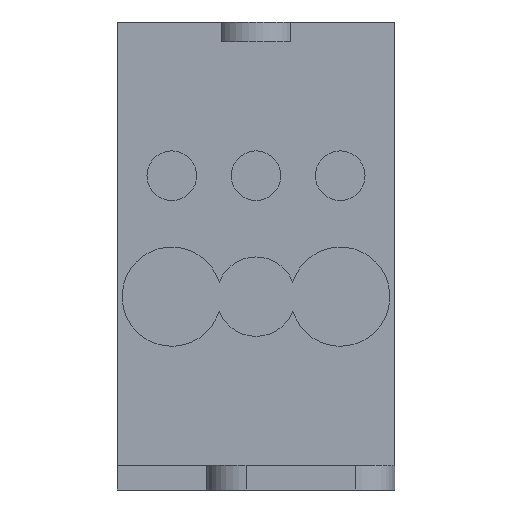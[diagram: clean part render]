
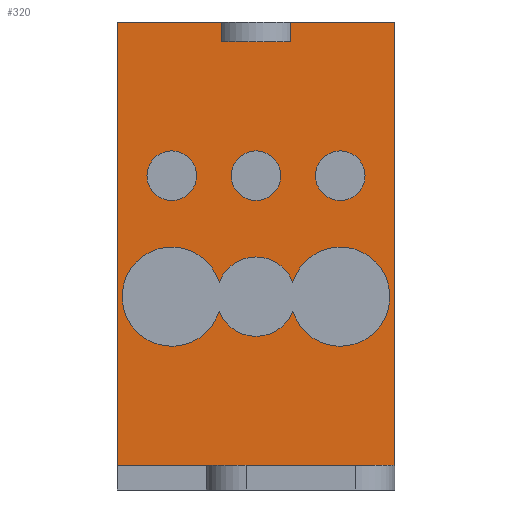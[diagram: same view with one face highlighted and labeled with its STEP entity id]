
A CAD part, front view. The second image highlights one B-rep face of the part: STEP entity #320.
In plain terms, the highlighted planar face has unit normal (0, -1, 0).
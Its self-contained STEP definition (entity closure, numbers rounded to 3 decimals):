
#12 = VECTOR ( 'NONE', #794, 1000. ) ;
#19 = LINE ( 'NONE', #953, #59 ) ;
#33 = CARTESIAN_POINT ( 'NONE',  ( 0., -18.5, 31.7 ) ) ;
#42 = EDGE_CURVE ( 'NONE', #1826, #1368, #606, .T. ) ;
#59 = VECTOR ( 'NONE', #386, 1000. ) ;
#65 = ORIENTED_EDGE ( 'NONE', *, *, #907, .F. ) ;
#68 = EDGE_CURVE ( 'NONE', #977, #288, #991, .T. ) ;
#74 = CARTESIAN_POINT ( 'NONE',  ( 14., -18.5, 2.5 ) ) ;
#75 = LINE ( 'NONE', #289, #1170 ) ;
#87 = CARTESIAN_POINT ( 'NONE',  ( -3.5, -18.5, 45.2 ) ) ;
#95 = CARTESIAN_POINT ( 'NONE',  ( 3.721, -18.5, 18.031 ) ) ;
#100 = EDGE_CURVE ( 'NONE', #1723, #977, #565, .T. ) ;
#122 = CARTESIAN_POINT ( 'NONE',  ( -14., -18.5, 47.2 ) ) ;
#125 = DIRECTION ( 'NONE',  ( 0., 0., 1. ) ) ;
#128 = CARTESIAN_POINT ( 'NONE',  ( 14., -18.5, 47.2 ) ) ;
#129 = CARTESIAN_POINT ( 'NONE',  ( -14., -18.5, 2.5 ) ) ;
#143 = EDGE_CURVE ( 'NONE', #1141, #1141, #516, .T. ) ;
#151 = CARTESIAN_POINT ( 'NONE',  ( -3.5, -18.5, 45.2 ) ) ;
#153 = CIRCLE ( 'NONE', #551, 2.5 ) ;
#161 = EDGE_CURVE ( 'NONE', #427, #427, #153, .T. ) ;
#164 = ORIENTED_EDGE ( 'NONE', *, *, #787, .F. ) ;
#179 = CARTESIAN_POINT ( 'NONE',  ( -8.5, -18.5, 29.2 ) ) ;
#180 = LINE ( 'NONE', #151, #1707 ) ;
#182 = DIRECTION ( 'NONE',  ( 0., 0., -1. ) ) ;
#193 = EDGE_CURVE ( 'NONE', #1565, #941, #1540, .T. ) ;
#275 = CARTESIAN_POINT ( 'NONE',  ( 3.5, -18.5, 45.2 ) ) ;
#288 = VERTEX_POINT ( 'NONE', #74 ) ;
#289 = CARTESIAN_POINT ( 'NONE',  ( 14., -18.5, 47.2 ) ) ;
#318 = CARTESIAN_POINT ( 'NONE',  ( 8.5, -18.5, 34.2 ) ) ;
#320 = ADVANCED_FACE ( 'NONE', ( #1211, #1165, #489, #774, #399 ), #1034, .F. ) ;
#386 = DIRECTION ( 'NONE',  ( 1., 0., 0. ) ) ;
#391 = CIRCLE ( 'NONE', #1391, 4. ) ;
#399 = FACE_OUTER_BOUND ( 'NONE', #1284, .T. ) ;
#427 = VERTEX_POINT ( 'NONE', #1760 ) ;
#455 = CARTESIAN_POINT ( 'NONE',  ( -8.5, -18.5, 31.7 ) ) ;
#461 = AXIS2_PLACEMENT_3D ( 'NONE', #455, #1464, #590 ) ;
#467 = DIRECTION ( 'NONE',  ( 0., 1., 0. ) ) ;
#477 = CARTESIAN_POINT ( 'NONE',  ( 3.721, -18.5, 20.969 ) ) ;
#489 = FACE_BOUND ( 'NONE', #1682, .T. ) ;
#516 = CIRCLE ( 'NONE', #461, 2.5 ) ;
#538 = EDGE_CURVE ( 'NONE', #692, #1826, #391, .T. ) ;
#551 = AXIS2_PLACEMENT_3D ( 'NONE', #33, #1026, #182 ) ;
#555 = EDGE_LOOP ( 'NONE', ( #575, #1008, #879, #846 ) ) ;
#565 = LINE ( 'NONE', #122, #1677 ) ;
#575 = ORIENTED_EDGE ( 'NONE', *, *, #42, .F. ) ;
#579 = EDGE_CURVE ( 'NONE', #1723, #1807, #19, .T. ) ;
#583 = ORIENTED_EDGE ( 'NONE', *, *, #68, .T. ) ;
#590 = DIRECTION ( 'NONE',  ( 0., 0., -1. ) ) ;
#606 = CIRCLE ( 'NONE', #1362, 5. ) ;
#610 = ORIENTED_EDGE ( 'NONE', *, *, #143, .F. ) ;
#619 = AXIS2_PLACEMENT_3D ( 'NONE', #687, #1711, #834 ) ;
#627 = ORIENTED_EDGE ( 'NONE', *, *, #193, .T. ) ;
#644 = DIRECTION ( 'NONE',  ( 0., -1., 0. ) ) ;
#654 = DIRECTION ( 'NONE',  ( 0., -1., 0. ) ) ;
#661 = DIRECTION ( 'NONE',  ( 0., -1., 0. ) ) ;
#687 = CARTESIAN_POINT ( 'NONE',  ( 0., -18.5, 19.5 ) ) ;
#692 = VERTEX_POINT ( 'NONE', #477 ) ;
#754 = CARTESIAN_POINT ( 'NONE',  ( 8.5, -18.5, 31.7 ) ) ;
#766 = VECTOR ( 'NONE', #921, 1000. ) ;
#772 = DIRECTION ( 'NONE',  ( 0., 0., -1. ) ) ;
#774 = FACE_BOUND ( 'NONE', #1189, .T. ) ;
#779 = CARTESIAN_POINT ( 'NONE',  ( -14., -18.5, 47.2 ) ) ;
#787 = EDGE_CURVE ( 'NONE', #1487, #1487, #1219, .T. ) ;
#794 = DIRECTION ( 'NONE',  ( -1., 0., 0. ) ) ;
#821 = ORIENTED_EDGE ( 'NONE', *, *, #1290, .F. ) ;
#834 = DIRECTION ( 'NONE',  ( 0., 0., -1. ) ) ;
#846 = ORIENTED_EDGE ( 'NONE', *, *, #1776, .F. ) ;
#853 = CIRCLE ( 'NONE', #1515, 5. ) ;
#879 = ORIENTED_EDGE ( 'NONE', *, *, #1088, .F. ) ;
#897 = DIRECTION ( 'NONE',  ( 0., 0., 1. ) ) ;
#907 = EDGE_CURVE ( 'NONE', #1565, #1775, #1473, .T. ) ;
#921 = DIRECTION ( 'NONE',  ( 1., 0., 0. ) ) ;
#941 = VERTEX_POINT ( 'NONE', #975 ) ;
#953 = CARTESIAN_POINT ( 'NONE',  ( -14., -18.5, 47.2 ) ) ;
#956 = CARTESIAN_POINT ( 'NONE',  ( -14., -18.5, 47.2 ) ) ;
#957 = AXIS2_PLACEMENT_3D ( 'NONE', #754, #1784, #897 ) ;
#963 = DIRECTION ( 'NONE',  ( 1., 0., 0. ) ) ;
#964 = CARTESIAN_POINT ( 'NONE',  ( 3.5, -18.5, 47.2 ) ) ;
#970 = CARTESIAN_POINT ( 'NONE',  ( 3.5, -18.5, 45.2 ) ) ;
#975 = CARTESIAN_POINT ( 'NONE',  ( -3.5, -18.5, 45.2 ) ) ;
#977 = VERTEX_POINT ( 'NONE', #129 ) ;
#991 = LINE ( 'NONE', #1560, #1332 ) ;
#1008 = ORIENTED_EDGE ( 'NONE', *, *, #538, .F. ) ;
#1026 = DIRECTION ( 'NONE',  ( 0., -1., 0. ) ) ;
#1034 = PLANE ( 'NONE',  #1622 ) ;
#1037 = VECTOR ( 'NONE', #125, 1000. ) ;
#1062 = ORIENTED_EDGE ( 'NONE', *, *, #579, .F. ) ;
#1088 = EDGE_CURVE ( 'NONE', #1104, #692, #853, .T. ) ;
#1104 = VERTEX_POINT ( 'NONE', #95 ) ;
#1141 = VERTEX_POINT ( 'NONE', #179 ) ;
#1165 = FACE_BOUND ( 'NONE', #1727, .T. ) ;
#1170 = VECTOR ( 'NONE', #1286, 1000. ) ;
#1174 = ORIENTED_EDGE ( 'NONE', *, *, #100, .T. ) ;
#1189 = EDGE_LOOP ( 'NONE', ( #164 ) ) ;
#1211 = FACE_BOUND ( 'NONE', #555, .T. ) ;
#1219 = CIRCLE ( 'NONE', #957, 2.5 ) ;
#1280 = CIRCLE ( 'NONE', #619, 4. ) ;
#1284 = EDGE_LOOP ( 'NONE', ( #583, #1369, #821, #65, #627, #1400, #1062, #1174 ) ) ;
#1286 = DIRECTION ( 'NONE',  ( 0., 0., -1. ) ) ;
#1290 = EDGE_CURVE ( 'NONE', #1775, #1331, #1544, .T. ) ;
#1326 = CARTESIAN_POINT ( 'NONE',  ( -14., -18.5, 47.2 ) ) ;
#1331 = VERTEX_POINT ( 'NONE', #128 ) ;
#1332 = VECTOR ( 'NONE', #963, 1000. ) ;
#1362 = AXIS2_PLACEMENT_3D ( 'NONE', #1520, #644, #1662 ) ;
#1368 = VERTEX_POINT ( 'NONE', #1428 ) ;
#1369 = ORIENTED_EDGE ( 'NONE', *, *, #1605, .F. ) ;
#1391 = AXIS2_PLACEMENT_3D ( 'NONE', #1539, #661, #1693 ) ;
#1400 = ORIENTED_EDGE ( 'NONE', *, *, #1440, .T. ) ;
#1428 = CARTESIAN_POINT ( 'NONE',  ( -3.721, -18.5, 18.031 ) ) ;
#1430 = CARTESIAN_POINT ( 'NONE',  ( -3.721, -18.5, 20.969 ) ) ;
#1439 = DIRECTION ( 'NONE',  ( 0., 0., 1. ) ) ;
#1440 = EDGE_CURVE ( 'NONE', #941, #1807, #180, .T. ) ;
#1464 = DIRECTION ( 'NONE',  ( 0., -1., 0. ) ) ;
#1473 = LINE ( 'NONE', #970, #1037 ) ;
#1479 = DIRECTION ( 'NONE',  ( 0., 0., 1. ) ) ;
#1487 = VERTEX_POINT ( 'NONE', #318 ) ;
#1515 = AXIS2_PLACEMENT_3D ( 'NONE', #1529, #654, #1680 ) ;
#1520 = CARTESIAN_POINT ( 'NONE',  ( -8.5, -18.5, 19.5 ) ) ;
#1529 = CARTESIAN_POINT ( 'NONE',  ( 8.5, -18.5, 19.5 ) ) ;
#1539 = CARTESIAN_POINT ( 'NONE',  ( 0., -18.5, 19.5 ) ) ;
#1540 = LINE ( 'NONE', #87, #12 ) ;
#1544 = LINE ( 'NONE', #779, #766 ) ;
#1560 = CARTESIAN_POINT ( 'NONE',  ( 14., -18.5, 2.5 ) ) ;
#1565 = VERTEX_POINT ( 'NONE', #275 ) ;
#1566 = CARTESIAN_POINT ( 'NONE',  ( -3.5, -18.5, 47.2 ) ) ;
#1605 = EDGE_CURVE ( 'NONE', #1331, #288, #75, .T. ) ;
#1622 = AXIS2_PLACEMENT_3D ( 'NONE', #1326, #467, #1479 ) ;
#1662 = DIRECTION ( 'NONE',  ( 0., 0., -1. ) ) ;
#1677 = VECTOR ( 'NONE', #772, 1000. ) ;
#1680 = DIRECTION ( 'NONE',  ( 0., 0., 1. ) ) ;
#1682 = EDGE_LOOP ( 'NONE', ( #610 ) ) ;
#1693 = DIRECTION ( 'NONE',  ( 0., 0., -1. ) ) ;
#1707 = VECTOR ( 'NONE', #1439, 1000. ) ;
#1711 = DIRECTION ( 'NONE',  ( 0., -1., 0. ) ) ;
#1723 = VERTEX_POINT ( 'NONE', #956 ) ;
#1727 = EDGE_LOOP ( 'NONE', ( #1832 ) ) ;
#1760 = CARTESIAN_POINT ( 'NONE',  ( 0., -18.5, 29.2 ) ) ;
#1775 = VERTEX_POINT ( 'NONE', #964 ) ;
#1776 = EDGE_CURVE ( 'NONE', #1368, #1104, #1280, .T. ) ;
#1784 = DIRECTION ( 'NONE',  ( 0., -1., 0. ) ) ;
#1807 = VERTEX_POINT ( 'NONE', #1566 ) ;
#1826 = VERTEX_POINT ( 'NONE', #1430 ) ;
#1832 = ORIENTED_EDGE ( 'NONE', *, *, #161, .F. ) ;
